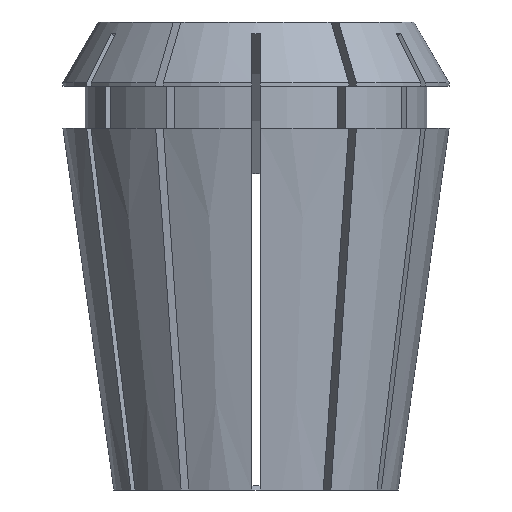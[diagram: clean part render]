
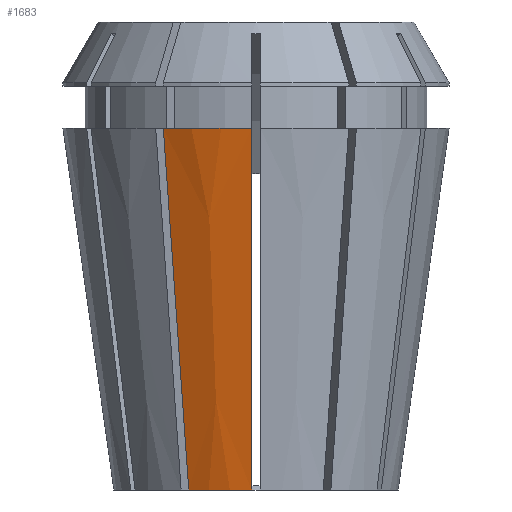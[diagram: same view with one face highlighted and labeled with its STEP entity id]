
A CAD part, front view. The second image highlights one B-rep face of the part: STEP entity #1683.
In plain terms, the highlighted conical face has half-angle 8 degrees and reference radius 12.158 mm.
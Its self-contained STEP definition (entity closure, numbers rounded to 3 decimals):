
#158 = CARTESIAN_POINT ( 'NONE',  ( -7.804, -14.267, 29.205 ) ) ;
#175 = CARTESIAN_POINT ( 'NONE',  ( -0.375, -13.728, 11.212 ) ) ;
#213 = VERTEX_POINT ( 'NONE', #4020 ) ;
#310 = CARTESIAN_POINT ( 'NONE',  ( -5.751, -10.711, 0. ) ) ;
#312 = DIRECTION ( 'NONE',  ( 1., 0., 0. ) ) ;
#500 = DIRECTION ( 'NONE',  ( 0., 0., -1. ) ) ;
#504 = CARTESIAN_POINT ( 'NONE',  ( -0.375, -16.03, 27.587 ) ) ;
#541 = CARTESIAN_POINT ( 'NONE',  ( -0.375, -12.513, 2.568 ) ) ;
#560 = ORIENTED_EDGE ( 'NONE', *, *, #3036, .F. ) ;
#709 = CIRCLE ( 'NONE', #1654, 12.158 ) ;
#739 = AXIS2_PLACEMENT_3D ( 'NONE', #4306, #1179, #2862 ) ;
#806 = ORIENTED_EDGE ( 'NONE', *, *, #3238, .T. ) ;
#860 = CARTESIAN_POINT ( 'NONE',  ( -7.685, -14.061, 27.509 ) ) ;
#891 = CARTESIAN_POINT ( 'NONE',  ( -5.751, -10.711, 0. ) ) ;
#1057 = DIRECTION ( 'NONE',  ( 0., 0., 1. ) ) ;
#1168 = CONICAL_SURFACE ( 'NONE', #2482, 12.158, 0.14 ) ;
#1179 = DIRECTION ( 'NONE',  ( 0., 0., -1. ) ) ;
#1237 = CARTESIAN_POINT ( 'NONE',  ( -6.015, -11.169, 3.759 ) ) ;
#1253 = CARTESIAN_POINT ( 'NONE',  ( -0.375, -12.152, 0. ) ) ;
#1470 = B_SPLINE_CURVE_WITH_KNOTS ( 'NONE', 3,
 ( #4319, #1933, #504, #4373, #3333, #175, #3299, #541, #2971, #1253 ),
 .UNSPECIFIED., .F., .F.,
 ( 4, 3, 3, 4 ),
 ( 0.064, 0.069, 0.091, 0.095 ),
 .UNSPECIFIED. ) ;
#1654 = AXIS2_PLACEMENT_3D ( 'NONE', #1893, #500, #2594 ) ;
#1683 = ADVANCED_FACE ( 'NONE', ( #2563 ), #1168, .T. ) ;
#1725 = EDGE_CURVE ( 'NONE', #2300, #2091, #3320, .T. ) ;
#1893 = CARTESIAN_POINT ( 'NONE',  ( 0., 0., 0. ) ) ;
#1933 = CARTESIAN_POINT ( 'NONE',  ( -0.375, -16.263, 29.243 ) ) ;
#1979 = EDGE_CURVE ( 'NONE', #213, #2091, #709, .T. ) ;
#2033 = CARTESIAN_POINT ( 'NONE',  ( -7.049, -12.959, 18.462 ) ) ;
#2076 = CARTESIAN_POINT ( 'NONE',  ( 0., 0., 0. ) ) ;
#2091 = VERTEX_POINT ( 'NONE', #891 ) ;
#2215 = EDGE_LOOP ( 'NONE', ( #806, #3607, #4193, #560 ) ) ;
#2258 = CARTESIAN_POINT ( 'NONE',  ( -6.532, -12.064, 11.111 ) ) ;
#2300 = VERTEX_POINT ( 'NONE', #3158 ) ;
#2350 = CIRCLE ( 'NONE', #739, 16.5 ) ;
#2476 = VERTEX_POINT ( 'NONE', #3307 ) ;
#2482 = AXIS2_PLACEMENT_3D ( 'NONE', #2076, #1057, #312 ) ;
#2522 = CARTESIAN_POINT ( 'NONE',  ( -7.566, -13.854, 25.814 ) ) ;
#2563 = FACE_OUTER_BOUND ( 'NONE', #2215, .T. ) ;
#2594 = DIRECTION ( 'NONE',  ( -1., 0., 0. ) ) ;
#2762 = CARTESIAN_POINT ( 'NONE',  ( -5.927, -11.016, 2.506 ) ) ;
#2862 = DIRECTION ( 'NONE',  ( -1., 0., 0. ) ) ;
#2971 = CARTESIAN_POINT ( 'NONE',  ( -0.375, -12.332, 1.284 ) ) ;
#3036 = EDGE_CURVE ( 'NONE', #2476, #213, #1470, .T. ) ;
#3158 = CARTESIAN_POINT ( 'NONE',  ( -7.923, -14.474, 30.9 ) ) ;
#3238 = EDGE_CURVE ( 'NONE', #2476, #2300, #2350, .T. ) ;
#3299 = CARTESIAN_POINT ( 'NONE',  ( -0.375, -12.693, 3.852 ) ) ;
#3307 = CARTESIAN_POINT ( 'NONE',  ( -0.375, -16.496, 30.9 ) ) ;
#3320 = B_SPLINE_CURVE_WITH_KNOTS ( 'NONE', 3,
 ( #4317, #158, #860, #2522, #2033, #2258, #1237, #2762, #3834, #310 ),
 .UNSPECIFIED., .F., .F.,
 ( 4, 3, 3, 4 ),
 ( 0.065, 0.07, 0.093, 0.096 ),
 .UNSPECIFIED. ) ;
#3333 = CARTESIAN_POINT ( 'NONE',  ( -0.375, -14.763, 18.571 ) ) ;
#3607 = ORIENTED_EDGE ( 'NONE', *, *, #1725, .T. ) ;
#3834 = CARTESIAN_POINT ( 'NONE',  ( -5.839, -10.864, 1.253 ) ) ;
#4020 = CARTESIAN_POINT ( 'NONE',  ( -0.375, -12.152, 0. ) ) ;
#4193 = ORIENTED_EDGE ( 'NONE', *, *, #1979, .F. ) ;
#4306 = CARTESIAN_POINT ( 'NONE',  ( 0., 0., 30.9 ) ) ;
#4317 = CARTESIAN_POINT ( 'NONE',  ( -7.923, -14.474, 30.9 ) ) ;
#4319 = CARTESIAN_POINT ( 'NONE',  ( -0.375, -16.496, 30.9 ) ) ;
#4373 = CARTESIAN_POINT ( 'NONE',  ( -0.375, -15.797, 25.93 ) ) ;
